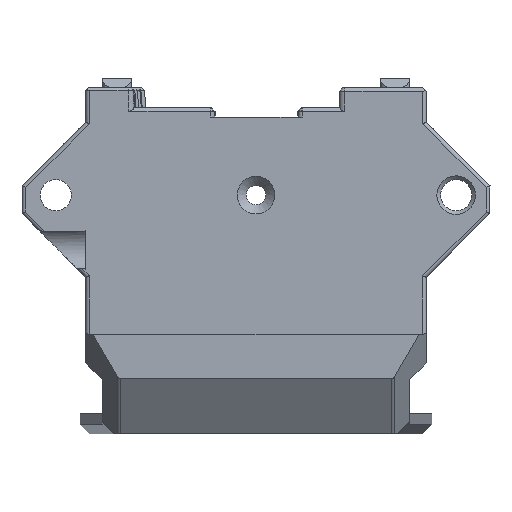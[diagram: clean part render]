
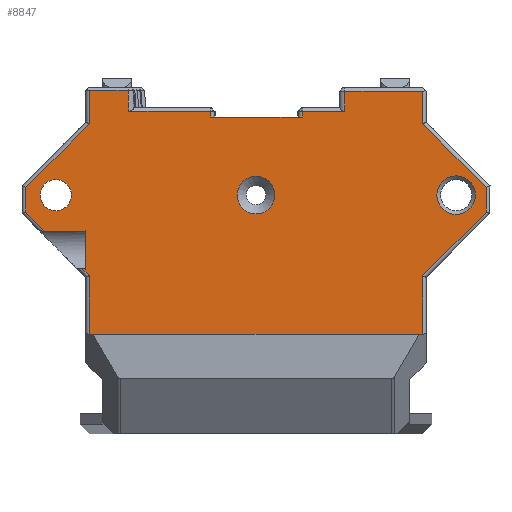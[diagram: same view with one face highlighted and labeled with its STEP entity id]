
A CAD part, front view. The second image highlights one B-rep face of the part: STEP entity #8847.
In plain terms, the highlighted planar face has unit normal (0, -1, 0).
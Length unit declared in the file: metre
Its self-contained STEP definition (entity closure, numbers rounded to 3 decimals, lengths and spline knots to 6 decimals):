
#465=CIRCLE('',#9083,0.035938);
#580=CIRCLE('',#9643,0.0021);
#584=CIRCLE('',#9652,0.002045);
#585=CIRCLE('',#9653,0.0017);
#3298=ORIENTED_EDGE('',*,*,#4630,.T.);
#3299=ORIENTED_EDGE('',*,*,#3520,.T.);
#3300=ORIENTED_EDGE('',*,*,#3521,.T.);
#3301=ORIENTED_EDGE('',*,*,#3518,.T.);
#3302=ORIENTED_EDGE('',*,*,#3524,.F.);
#3303=ORIENTED_EDGE('',*,*,#3918,.F.);
#3304=ORIENTED_EDGE('',*,*,#3920,.F.);
#3305=ORIENTED_EDGE('',*,*,#3881,.F.);
#3306=ORIENTED_EDGE('',*,*,#3844,.F.);
#3307=ORIENTED_EDGE('',*,*,#3791,.F.);
#3308=ORIENTED_EDGE('',*,*,#3789,.F.);
#3309=ORIENTED_EDGE('',*,*,#3786,.F.);
#3310=ORIENTED_EDGE('',*,*,#3785,.F.);
#3311=ORIENTED_EDGE('',*,*,#3782,.F.);
#3312=ORIENTED_EDGE('',*,*,#3779,.F.);
#3313=ORIENTED_EDGE('',*,*,#3776,.F.);
#3314=ORIENTED_EDGE('',*,*,#4623,.F.);
#3315=ORIENTED_EDGE('',*,*,#3773,.F.);
#3316=ORIENTED_EDGE('',*,*,#3771,.F.);
#3317=ORIENTED_EDGE('',*,*,#3804,.F.);
#3318=ORIENTED_EDGE('',*,*,#3834,.F.);
#3319=ORIENTED_EDGE('',*,*,#3768,.F.);
#3320=ORIENTED_EDGE('',*,*,#3765,.F.);
#3321=ORIENTED_EDGE('',*,*,#3764,.F.);
#3322=ORIENTED_EDGE('',*,*,#3863,.F.);
#3323=ORIENTED_EDGE('',*,*,#4626,.F.);
#3324=ORIENTED_EDGE('',*,*,#4631,.T.);
#3518=EDGE_CURVE('',#4786,#4785,#5627,.T.);
#3520=EDGE_CURVE('',#4783,#4787,#5628,.T.);
#3521=EDGE_CURVE('',#4787,#4786,#5629,.T.);
#3524=EDGE_CURVE('',#4788,#4785,#5631,.T.);
#3764=EDGE_CURVE('',#4951,#4950,#5755,.T.);
#3765=EDGE_CURVE('',#4950,#4952,#5756,.T.);
#3768=EDGE_CURVE('',#4952,#4954,#5757,.T.);
#3771=EDGE_CURVE('',#4955,#4877,#5758,.T.);
#3773=EDGE_CURVE('',#4877,#4957,#5760,.T.);
#3776=EDGE_CURVE('',#4958,#4893,#5761,.T.);
#3779=EDGE_CURVE('',#4893,#4960,#5763,.T.);
#3782=EDGE_CURVE('',#4960,#4894,#5765,.T.);
#3785=EDGE_CURVE('',#4894,#4962,#5767,.T.);
#3786=EDGE_CURVE('',#4962,#4963,#5768,.T.);
#3789=EDGE_CURVE('',#4963,#4964,#5769,.T.);
#3791=EDGE_CURVE('',#4964,#4965,#5770,.T.);
#3804=EDGE_CURVE('',#4972,#4955,#465,.T.);
#3834=EDGE_CURVE('',#4954,#4972,#5800,.T.);
#3844=EDGE_CURVE('',#4965,#4988,#5805,.T.);
#3863=EDGE_CURVE('',#4783,#4951,#5820,.T.);
#3881=EDGE_CURVE('',#4988,#5005,#5830,.T.);
#3918=EDGE_CURVE('',#5036,#4788,#5854,.T.);
#3920=EDGE_CURVE('',#5005,#5036,#5856,.T.);
#4623=EDGE_CURVE('',#4957,#4958,#6279,.T.);
#4626=EDGE_CURVE('',#5473,#5473,#580,.T.);
#4630=EDGE_CURVE('',#5477,#5477,#584,.F.);
#4631=EDGE_CURVE('',#5478,#5478,#585,.T.);
#4783=VERTEX_POINT('',#12540);
#4785=VERTEX_POINT('',#12548);
#4786=VERTEX_POINT('',#12550);
#4787=VERTEX_POINT('',#12552);
#4788=VERTEX_POINT('',#12559);
#4877=VERTEX_POINT('',#13884);
#4893=VERTEX_POINT('',#13938);
#4894=VERTEX_POINT('',#13942);
#4950=VERTEX_POINT('',#14495);
#4951=VERTEX_POINT('',#14497);
#4952=VERTEX_POINT('',#14501);
#4954=VERTEX_POINT('',#14507);
#4955=VERTEX_POINT('',#14515);
#4957=VERTEX_POINT('',#14521);
#4958=VERTEX_POINT('',#14525);
#4960=VERTEX_POINT('',#14530);
#4962=VERTEX_POINT('',#14540);
#4963=VERTEX_POINT('',#14545);
#4964=VERTEX_POINT('',#14549);
#4965=VERTEX_POINT('',#14553);
#4972=VERTEX_POINT('',#14584);
#4988=VERTEX_POINT('',#14829);
#5005=VERTEX_POINT('',#14904);
#5036=VERTEX_POINT('',#14976);
#5473=VERTEX_POINT('',#17092);
#5477=VERTEX_POINT('',#17105);
#5478=VERTEX_POINT('',#17107);
#5627=LINE('',#12549,#6425);
#5628=LINE('',#12553,#6426);
#5629=LINE('',#12555,#6427);
#5631=LINE('',#12560,#6429);
#5755=LINE('',#14498,#6553);
#5756=LINE('',#14500,#6554);
#5757=LINE('',#14506,#6555);
#5758=LINE('',#14517,#6556);
#5760=LINE('',#14520,#6558);
#5761=LINE('',#14526,#6559);
#5763=LINE('',#14532,#6561);
#5765=LINE('',#14537,#6563);
#5767=LINE('',#14542,#6565);
#5768=LINE('',#14544,#6566);
#5769=LINE('',#14550,#6567);
#5770=LINE('',#14554,#6568);
#5800=LINE('',#14807,#6598);
#5805=LINE('',#14828,#6603);
#5820=LINE('',#14865,#6618);
#5830=LINE('',#14903,#6628);
#5854=LINE('',#14977,#6652);
#5856=LINE('',#14980,#6654);
#6279=LINE('',#17084,#7077);
#6425=VECTOR('',#9915,1.);
#6426=VECTOR('',#9918,1.);
#6427=VECTOR('',#9921,1.);
#6429=VECTOR('',#9927,1.);
#6553=VECTOR('',#10309,1.);
#6554=VECTOR('',#10312,1.);
#6555=VECTOR('',#10319,1.);
#6556=VECTOR('',#10324,1.);
#6558=VECTOR('',#10328,1.);
#6559=VECTOR('',#10335,1.);
#6561=VECTOR('',#10341,1.);
#6563=VECTOR('',#10347,1.);
#6565=VECTOR('',#10353,1.);
#6566=VECTOR('',#10356,1.);
#6567=VECTOR('',#10363,1.);
#6568=VECTOR('',#10368,1.);
#6598=VECTOR('',#10448,1.);
#6603=VECTOR('',#10479,1.);
#6618=VECTOR('',#10520,1.);
#6628=VECTOR('',#10570,1.);
#6652=VECTOR('',#10630,1.);
#6654=VECTOR('',#10634,1.);
#7077=VECTOR('',#12007,1.);
#7583=EDGE_LOOP('',(#3298));
#7584=EDGE_LOOP('',(#3299,#3300,#3301,#3302,#3303,#3304,#3305,#3306,#3307,
#3308,#3309,#3310,#3311,#3312,#3313,#3314,#3315,#3316,#3317,#3318,#3319,
#3320,#3321,#3322));
#7585=EDGE_LOOP('',(#3323));
#7586=EDGE_LOOP('',(#3324));
#8102=FACE_BOUND('',#7583,.T.);
#8103=FACE_BOUND('',#7584,.T.);
#8104=FACE_BOUND('',#7585,.T.);
#8105=FACE_BOUND('',#7586,.T.);
#8372=PLANE('',#9651);
#8847=ADVANCED_FACE('',(#8102,#8103,#8104,#8105),#8372,.T.);
#9083=AXIS2_PLACEMENT_3D('',#14586,#10393,#10394);
#9643=AXIS2_PLACEMENT_3D('',#17091,#12016,#12017);
#9651=AXIS2_PLACEMENT_3D('',#17103,#12032,#12033);
#9652=AXIS2_PLACEMENT_3D('',#17104,#12034,#12035);
#9653=AXIS2_PLACEMENT_3D('',#17106,#12036,#12037);
#9915=DIRECTION('',(-1.,0.,0.));
#9918=DIRECTION('',(1.,0.,0.));
#9921=DIRECTION('',(0.,0.,-1.));
#9927=DIRECTION('',(-0.707,0.,0.707));
#10309=DIRECTION('',(0.,0.,1.));
#10312=DIRECTION('',(0.707,0.,0.707));
#10319=DIRECTION('',(0.,0.,1.));
#10324=DIRECTION('',(1.,0.,0.));
#10328=DIRECTION('',(0.,0.,-1.));
#10335=DIRECTION('',(0.,0.,1.));
#10341=DIRECTION('',(1.,0.,0.));
#10347=DIRECTION('',(0.,0.,1.));
#10353=DIRECTION('',(1.,0.,0.));
#10356=DIRECTION('',(0.,0.,-1.));
#10363=DIRECTION('',(0.707,0.,-0.707));
#10368=DIRECTION('',(0.,0.,-1.));
#10393=DIRECTION('',(0.,-1.,0.));
#10394=DIRECTION('',(1.,0.,0.));
#10448=DIRECTION('',(1.,0.,0.));
#10479=DIRECTION('',(-0.707,0.,-0.707));
#10520=DIRECTION('',(-0.707,0.,0.707));
#10570=DIRECTION('',(0.,0.,-1.));
#10630=DIRECTION('',(0.,0.,1.));
#10634=DIRECTION('',(-1.,0.,0.));
#12007=DIRECTION('',(1.,0.,0.));
#12016=DIRECTION('',(0.,-1.,0.));
#12017=DIRECTION('',(1.,0.,0.));
#12032=DIRECTION('',(0.,-1.,0.));
#12033=DIRECTION('',(-1.,0.,0.));
#12034=DIRECTION('',(0.,-1.,0.));
#12035=DIRECTION('',(0.,0.,-1.));
#12036=DIRECTION('',(0.,1.,0.));
#12037=DIRECTION('',(1.,0.,0.));
#12540=CARTESIAN_POINT('',(-0.13292,-0.025035,0.022004));
#12548=CARTESIAN_POINT('',(-0.128923,-0.025035,0.018008));
#12549=CARTESIAN_POINT('',(-0.128484,-0.025035,0.018008));
#12550=CARTESIAN_POINT('',(-0.128484,-0.025035,0.018008));
#12552=CARTESIAN_POINT('',(-0.128484,-0.025035,0.022004));
#12553=CARTESIAN_POINT('',(-0.128484,-0.025035,0.022004));
#12555=CARTESIAN_POINT('',(-0.128484,-0.025035,0.0032));
#12559=CARTESIAN_POINT('',(-0.128084,-0.025035,0.017169));
#12560=CARTESIAN_POINT('',(-0.11796,-0.025035,0.007045));
#13884=CARTESIAN_POINT('',(-0.114913,-0.025035,0.03503));
#13938=CARTESIAN_POINT('',(-0.104975,-0.025035,0.03503));
#13942=CARTESIAN_POINT('',(-0.100335,-0.025035,0.0372));
#14495=CARTESIAN_POINT('',(-0.135004,-0.025035,0.026758));
#14497=CARTESIAN_POINT('',(-0.135004,-0.025035,0.024089));
#14498=CARTESIAN_POINT('',(-0.135004,-0.025035,0.020415));
#14500=CARTESIAN_POINT('',(-0.130822,-0.025035,0.03094));
#14501=CARTESIAN_POINT('',(-0.128084,-0.025035,0.033678));
#14506=CARTESIAN_POINT('',(-0.128084,-0.025035,0.0032));
#14507=CARTESIAN_POINT('',(-0.128084,-0.025035,0.0373));
#14515=CARTESIAN_POINT('',(-0.1238,-0.025035,0.03503));
#14517=CARTESIAN_POINT('',(-0.103484,-0.025035,0.03503));
#14520=CARTESIAN_POINT('',(-0.114913,-0.025035,0.020415));
#14521=CARTESIAN_POINT('',(-0.114913,-0.025035,0.0344));
#14525=CARTESIAN_POINT('',(-0.104975,-0.025035,0.0344));
#14526=CARTESIAN_POINT('',(-0.104975,-0.025035,0.020415));
#14530=CARTESIAN_POINT('',(-0.100335,-0.025035,0.03503));
#14532=CARTESIAN_POINT('',(-0.103484,-0.025035,0.03503));
#14537=CARTESIAN_POINT('',(-0.100335,-0.025035,0.019859));
#14540=CARTESIAN_POINT('',(-0.091884,-0.025035,0.0372));
#14542=CARTESIAN_POINT('',(-0.09794,-0.025035,0.0372));
#14544=CARTESIAN_POINT('',(-0.091884,-0.025035,0.0027));
#14545=CARTESIAN_POINT('',(-0.091884,-0.025035,0.033678));
#14549=CARTESIAN_POINT('',(-0.084964,-0.025035,0.026758));
#14550=CARTESIAN_POINT('',(-0.082396,-0.025035,0.02419));
#14553=CARTESIAN_POINT('',(-0.084964,-0.025035,0.024089));
#14554=CARTESIAN_POINT('',(-0.084964,-0.025035,0.020415));
#14584=CARTESIAN_POINT('',(-0.123862,-0.025035,0.0373));
#14586=CARTESIAN_POINT('',(-0.087926,-0.025035,0.037165));
#14807=CARTESIAN_POINT('',(-0.09794,-0.025035,0.0373));
#14828=CARTESIAN_POINT('',(-0.095257,-0.025035,0.013795));
#14829=CARTESIAN_POINT('',(-0.091884,-0.025035,0.017169));
#14865=CARTESIAN_POINT('',(-0.11796,-0.025035,0.007045));
#14903=CARTESIAN_POINT('',(-0.091884,-0.025035,0.0027));
#14904=CARTESIAN_POINT('',(-0.091884,-0.025035,0.0108));
#14976=CARTESIAN_POINT('',(-0.128084,-0.025035,0.0108));
#14977=CARTESIAN_POINT('',(-0.128084,-0.025035,0.0032));
#14980=CARTESIAN_POINT('',(-0.109984,-0.025035,0.0108));
#17084=CARTESIAN_POINT('',(-0.112906,-0.025035,0.0344));
#17091=CARTESIAN_POINT('',(-0.088234,-0.025035,0.025923));
#17092=CARTESIAN_POINT('',(-0.086134,-0.025035,0.025923));
#17103=CARTESIAN_POINT('',(-0.096484,-0.025035,0.0032));
#17104=CARTESIAN_POINT('',(-0.109984,-0.025035,0.025923));
#17105=CARTESIAN_POINT('',(-0.109984,-0.025035,0.023878));
#17106=CARTESIAN_POINT('',(-0.131734,-0.025035,0.025923));
#17107=CARTESIAN_POINT('',(-0.130034,-0.025035,0.025923));
